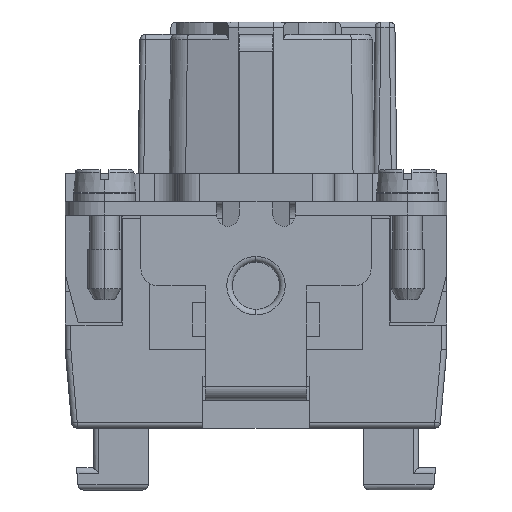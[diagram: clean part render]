
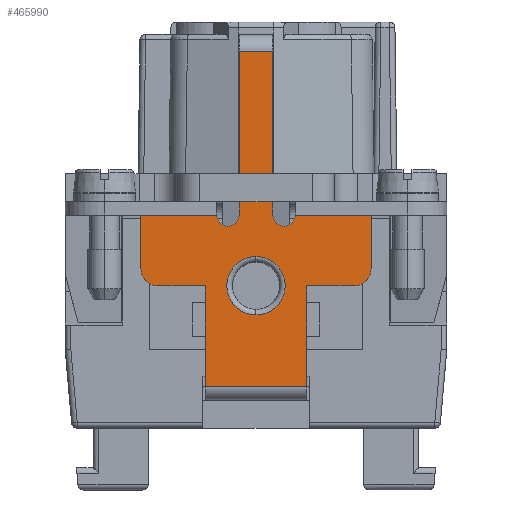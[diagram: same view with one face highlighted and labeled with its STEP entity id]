
A CAD part, left-side view. The second image highlights one B-rep face of the part: STEP entity #465990.
In plain terms, the highlighted planar face has unit normal (-1, 0, 0).
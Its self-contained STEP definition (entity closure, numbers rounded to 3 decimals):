
#154050=CARTESIAN_POINT('',(7.746,53.084,
11.4));
#154060=VERTEX_POINT('',#154050);
#154090=CARTESIAN_POINT('',(7.746,53.084,0.));
#154100=DIRECTION('',(0.,0.,1.));
#154110=VECTOR('',#154100,1.);
#154120=LINE('',#154090,#154110);
#154130=CARTESIAN_POINT('',(7.746,53.084,
6.9));
#154140=VERTEX_POINT('',#154130);
#154150=EDGE_CURVE('',#154140,#154060,#154120,.T.);
#154330=CARTESIAN_POINT('',(7.746,53.084,
3.9));
#154340=VERTEX_POINT('',#154330);
#154370=CARTESIAN_POINT('',(7.746,53.084,0.));
#154380=DIRECTION('',(0.,0.,-1.));
#154390=VECTOR('',#154380,1.);
#154400=LINE('',#154370,#154390);
#154410=CARTESIAN_POINT('',(7.746,53.084,
2.4));
#154420=VERTEX_POINT('',#154410);
#154430=EDGE_CURVE('',#154340,#154420,#154400,.T.);
#459780=CARTESIAN_POINT('',(7.746,44.084,
2.4));
#459790=VERTEX_POINT('',#459780);
#459820=CARTESIAN_POINT('',(7.746,44.084,0.));
#459830=DIRECTION('',(0.,0.,1.));
#459840=VECTOR('',#459830,1.);
#459850=LINE('',#459820,#459840);
#459860=CARTESIAN_POINT('',(7.746,44.084,
3.9));
#459870=VERTEX_POINT('',#459860);
#459880=EDGE_CURVE('',#459790,#459870,#459850,.T.);
#460060=CARTESIAN_POINT('',(7.746,44.084,
6.9));
#460070=VERTEX_POINT('',#460060);
#460100=CARTESIAN_POINT('',(7.746,44.084,0.));
#460110=DIRECTION('',(0.,0.,-1.));
#460120=VECTOR('',#460110,1.);
#460130=LINE('',#460100,#460120);
#460140=CARTESIAN_POINT('',(7.746,44.084,
11.4));
#460150=VERTEX_POINT('',#460140);
#460160=EDGE_CURVE('',#460150,#460070,#460130,.T.);
#464230=CARTESIAN_POINT('',(7.746,48.584,
5.));
#464240=VERTEX_POINT('',#464230);
#464270=CARTESIAN_POINT('',(7.746,48.584,
2.4));
#464280=DIRECTION('',(-1.,0.,0.));
#464290=DIRECTION('',(0.,-1.,0.));
#464300=AXIS2_PLACEMENT_3D('',#464270,#464280,#464290);
#464310=CIRCLE('',#464300,2.6);
#464320=CARTESIAN_POINT('',(7.746,45.984,
2.4));
#464330=VERTEX_POINT('',#464320);
#464340=EDGE_CURVE('',#464330,#464240,#464310,.T.);
#464360=CARTESIAN_POINT('',(7.746,48.584,
-0.2));
#464370=VERTEX_POINT('',#464360);
#464380=EDGE_CURVE('',#464370,#464330,#464310,.T.);
#464580=CARTESIAN_POINT('',(7.746,49.577,
7.687));
#464590=DIRECTION('',(-1.,0.,0.));
#464600=DIRECTION('',(0.,-1.,0.));
#464610=AXIS2_PLACEMENT_3D('',#464580,#464590,#464600);
#464620=PLANE('',#464610);
#464630=ORIENTED_EDGE('',*,*,#464340,.F.);
#464640=EDGE_CURVE('',#464240,#464370,#464310,.T.);
#464650=ORIENTED_EDGE('',*,*,#464640,.F.);
#464660=ORIENTED_EDGE('',*,*,#464380,.F.);
#464670=EDGE_LOOP('',(#464660,#464650,#464630));
#464680=FACE_BOUND('',#464670,.T.);
#464690=ORIENTED_EDGE('',*,*,#154430,.T.);
#464700=CARTESIAN_POINT('',(7.746,53.084,0.));
#464710=DIRECTION('',(0.,0.,1.));
#464720=VECTOR('',#464710,1.);
#464730=LINE('',#464700,#464720);
#464740=EDGE_CURVE('',#154340,#154140,#464730,.T.);
#464750=ORIENTED_EDGE('',*,*,#464740,.F.);
#464760=ORIENTED_EDGE('',*,*,#154150,.F.);
#464770=CARTESIAN_POINT('',(7.746,53.084,
11.4));
#464780=DIRECTION('',(0.,-1.,0.));
#464790=VECTOR('',#464780,1.);
#464800=LINE('',#464770,#464790);
#464810=EDGE_CURVE('',#154060,#460150,#464800,.T.);
#464820=ORIENTED_EDGE('',*,*,#464810,.F.);
#464830=ORIENTED_EDGE('',*,*,#460160,.F.);
#464840=CARTESIAN_POINT('',(7.746,44.084,0.));
#464850=DIRECTION('',(0.,0.,1.));
#464860=VECTOR('',#464850,1.);
#464870=LINE('',#464840,#464860);
#464880=EDGE_CURVE('',#459870,#460070,#464870,.T.);
#464890=ORIENTED_EDGE('',*,*,#464880,.T.);
#464900=ORIENTED_EDGE('',*,*,#459880,.T.);
#464910=CARTESIAN_POINT('',(7.746,0.,2.4));
#464920=DIRECTION('',(0.,1.,0.));
#464930=VECTOR('',#464920,1.);
#464940=LINE('',#464910,#464930);
#464950=CARTESIAN_POINT('',(7.746,39.834,
2.4));
#464960=VERTEX_POINT('',#464950);
#464970=EDGE_CURVE('',#464960,#459790,#464940,.T.);
#464980=ORIENTED_EDGE('',*,*,#464970,.T.);
#464990=CARTESIAN_POINT('',(7.746,39.834,
0.9));
#465000=DIRECTION('',(-1.,0.,0.));
#465010=DIRECTION('',(0.,-1.,0.));
#465020=AXIS2_PLACEMENT_3D('',#464990,#465000,#465010);
#465030=CIRCLE('',#465020,1.5);
#465040=CARTESIAN_POINT('',(7.746,38.334,
0.9));
#465050=VERTEX_POINT('',#465040);
#465060=EDGE_CURVE('',#465050,#464960,#465030,.T.);
#465070=ORIENTED_EDGE('',*,*,#465060,.T.);
#465080=CARTESIAN_POINT('',(7.746,38.334,0.));
#465090=DIRECTION('',(0.,0.,1.));
#465100=VECTOR('',#465090,1.);
#465110=LINE('',#465080,#465100);
#465120=CARTESIAN_POINT('',(7.746,38.334,
-3.9));
#465130=VERTEX_POINT('',#465120);
#465140=EDGE_CURVE('',#465130,#465050,#465110,.T.);
#465150=ORIENTED_EDGE('',*,*,#465140,.T.);
#465160=CARTESIAN_POINT('',(7.746,0.,-3.9));
#465170=DIRECTION('',(0.,1.,0.));
#465180=VECTOR('',#465170,1.);
#465190=LINE('',#465160,#465180);
#465200=CARTESIAN_POINT('',(7.746,45.084,
-3.9));
#465210=VERTEX_POINT('',#465200);
#465220=EDGE_CURVE('',#465130,#465210,#465190,.T.);
#465230=ORIENTED_EDGE('',*,*,#465220,.F.);
#465240=CARTESIAN_POINT('',(7.746,46.084,
-3.9));
#465250=DIRECTION('',(-1.,0.,0.));
#465260=DIRECTION('',(0.,-1.,0.));
#465270=AXIS2_PLACEMENT_3D('',#465240,#465250,#465260);
#465280=CIRCLE('',#465270,1.);
#465290=CARTESIAN_POINT('',(7.746,47.084,
-3.9));
#465300=VERTEX_POINT('',#465290);
#465310=EDGE_CURVE('',#465210,#465300,#465280,.T.);
#465320=ORIENTED_EDGE('',*,*,#465310,.F.);
#465330=CARTESIAN_POINT('',(7.746,47.084,0.));
#465340=DIRECTION('',(0.,0.,-1.));
#465350=VECTOR('',#465340,1.);
#465360=LINE('',#465330,#465350);
#465370=CARTESIAN_POINT('',(7.746,47.084,
-18.5));
#465380=VERTEX_POINT('',#465370);
#465390=EDGE_CURVE('',#465300,#465380,#465360,.T.);
#465400=ORIENTED_EDGE('',*,*,#465390,.F.);
#465410=CARTESIAN_POINT('',(7.746,46.915,
-18.5));
#465420=DIRECTION('',(0.,1.,0.));
#465430=VECTOR('',#465420,1.);
#465440=LINE('',#465410,#465430);
#465450=CARTESIAN_POINT('',(7.746,50.084,
-18.5));
#465460=VERTEX_POINT('',#465450);
#465470=EDGE_CURVE('',#465380,#465460,#465440,.T.);
#465480=ORIENTED_EDGE('',*,*,#465470,.F.);
#465490=CARTESIAN_POINT('',(7.746,50.084,0.));
#465500=DIRECTION('',(0.,0.,1.));
#465510=VECTOR('',#465500,1.);
#465520=LINE('',#465490,#465510);
#465530=CARTESIAN_POINT('',(7.746,50.084,
-3.9));
#465540=VERTEX_POINT('',#465530);
#465550=EDGE_CURVE('',#465460,#465540,#465520,.T.);
#465560=ORIENTED_EDGE('',*,*,#465550,.F.);
#465570=CARTESIAN_POINT('',(7.746,51.084,
-3.9));
#465580=DIRECTION('',(-1.,0.,0.));
#465590=DIRECTION('',(0.,-1.,0.));
#465600=AXIS2_PLACEMENT_3D('',#465570,#465580,#465590);
#465610=CIRCLE('',#465600,1.);
#465620=CARTESIAN_POINT('',(7.746,52.084,
-3.9));
#465630=VERTEX_POINT('',#465620);
#465640=EDGE_CURVE('',#465540,#465630,#465610,.T.);
#465650=ORIENTED_EDGE('',*,*,#465640,.F.);
#465660=CARTESIAN_POINT('',(7.746,0.,-3.9));
#465670=DIRECTION('',(0.,1.,0.));
#465680=VECTOR('',#465670,1.);
#465690=LINE('',#465660,#465680);
#465700=CARTESIAN_POINT('',(7.746,58.834,
-3.9));
#465710=VERTEX_POINT('',#465700);
#465720=EDGE_CURVE('',#465630,#465710,#465690,.T.);
#465730=ORIENTED_EDGE('',*,*,#465720,.F.);
#465740=CARTESIAN_POINT('',(7.746,58.834,0.));
#465750=DIRECTION('',(0.,0.,-1.));
#465760=VECTOR('',#465750,1.);
#465770=LINE('',#465740,#465760);
#465780=CARTESIAN_POINT('',(7.746,58.834,
0.9));
#465790=VERTEX_POINT('',#465780);
#465800=EDGE_CURVE('',#465790,#465710,#465770,.T.);
#465810=ORIENTED_EDGE('',*,*,#465800,.T.);
#465820=CARTESIAN_POINT('',(7.746,57.334,
0.9));
#465830=DIRECTION('',(-1.,0.,0.));
#465840=DIRECTION('',(0.,-1.,0.));
#465850=AXIS2_PLACEMENT_3D('',#465820,#465830,#465840);
#465860=CIRCLE('',#465850,1.5);
#465870=CARTESIAN_POINT('',(7.746,57.334,
2.4));
#465880=VERTEX_POINT('',#465870);
#465890=EDGE_CURVE('',#465880,#465790,#465860,.T.);
#465900=ORIENTED_EDGE('',*,*,#465890,.T.);
#465910=CARTESIAN_POINT('',(7.746,0.,2.4));
#465920=DIRECTION('',(0.,1.,0.));
#465930=VECTOR('',#465920,1.);
#465940=LINE('',#465910,#465930);
#465950=EDGE_CURVE('',#154420,#465880,#465940,.T.);
#465960=ORIENTED_EDGE('',*,*,#465950,.T.);
#465970=EDGE_LOOP('',(#465960,#465900,#465810,#465730,#465650,#465560,
#465480,#465400,#465320,#465230,#465150,#465070,#464980,#464900,#464890,
#464830,#464820,#464760,#464750,#464690));
#465980=FACE_OUTER_BOUND('',#465970,.T.);
#465990=ADVANCED_FACE('',(#464680,#465980),#464620,.T.);
